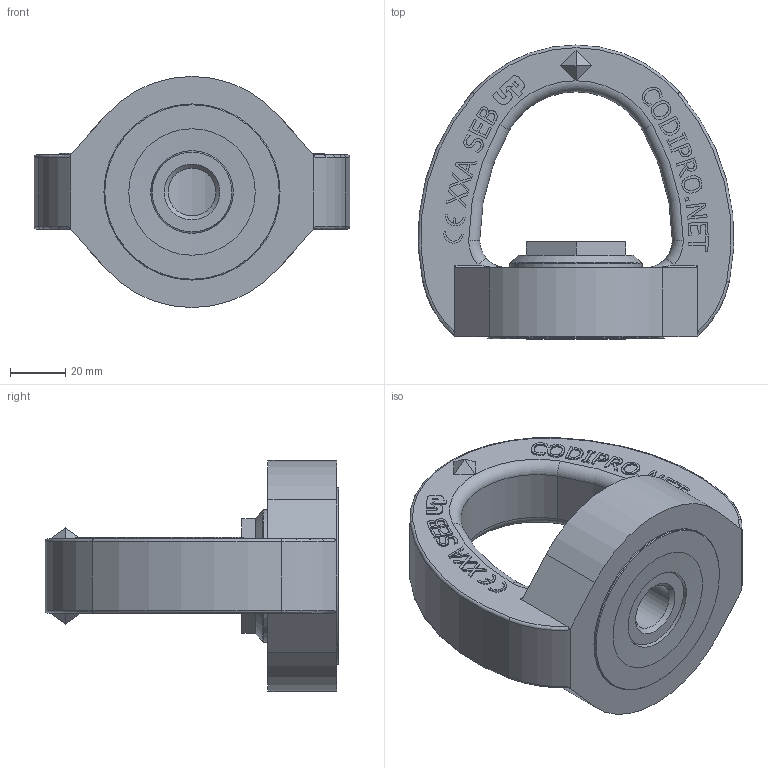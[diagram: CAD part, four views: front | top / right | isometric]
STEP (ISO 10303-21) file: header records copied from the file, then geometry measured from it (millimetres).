
FILE_DESCRIPTION(/* description */ (''),/* implementation_level */ '2;1');
FILE_NAME(/* name */ 'FE SEB M20 UP.stp',/* time_stamp */ '2017-09-22T12:11:59+02:00',/* author */ ('rklenes'),/* organization */ (''),/* preprocessor_version */ 'ST-DEVELOPER v16.5',/* originating_system */ 'Autodesk Inventor 2017',/* authorisation */ '');
FILE_SCHEMA (('AUTOMOTIVE_DESIGN { 1 0 10303 214 3 1 1 }'));
Length unit declared in the file: millimetre
Products named in the file (4): FE SEB M20 UP; SEM_3bis; SEE_M30A; FE_SEA_M20_UP
Assembly tree (3 placements, depth 2):
  FE SEB M20 UP
    SEM_3bis
    SEE_M30A
    FE_SEA_M20_UP
Bounding box: 114.64 x 106.8 x 84 mm (x, y, z)
Volume: 263706 mm3; surface area: 55213.1 mm2
Topology: 3 solids, 3 shells, 619 faces, 1650 edges, 1081 vertices
Faces by surface type: plane 367, bspline 172, cylinder 41, torus 23, cone 16
Full cylindrical faces by diameter (mm): 17.294 x1, 30 x3, 30.2 x1, 40 x3, 48 x2, 64 x2
Entity records: 20441 total; most frequent: CARTESIAN_POINT 6039, ORIENTED_EDGE 3226, DIRECTION 2314, EDGE_CURVE 1613, LINE 1124, VECTOR 1124, VERTEX_POINT 1079, EDGE_LOOP 706
